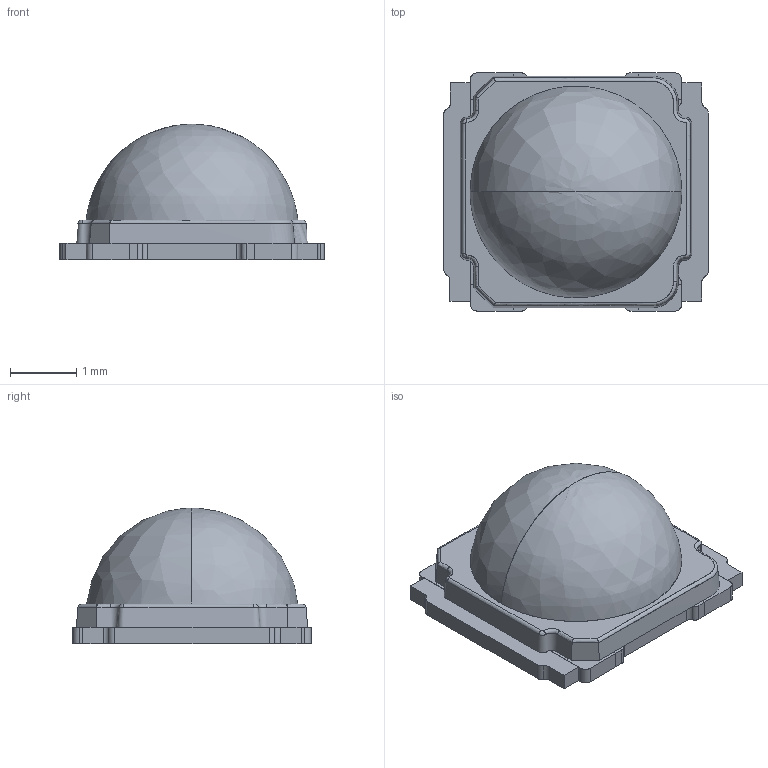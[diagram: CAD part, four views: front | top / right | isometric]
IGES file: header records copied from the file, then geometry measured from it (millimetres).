
Start section: SolidWorks IGES file using analytic representation for surfaces
Global section: file name: NFxW585AR-V1.IGS; native system: SolidWorks 2018; preprocessor: SolidWorks 2018; author: MHatta; date: 191009.123527; units: millimetre
Bounding box: 4 x 3.6 x 2.05 mm (x, y, z)
Surface area: 74.4 mm2 (no closed solid volume)
Topology: 0 solids, 0 shells, 255 faces, 2014 edges, 2012 vertices
Faces by surface type: bspline 255
